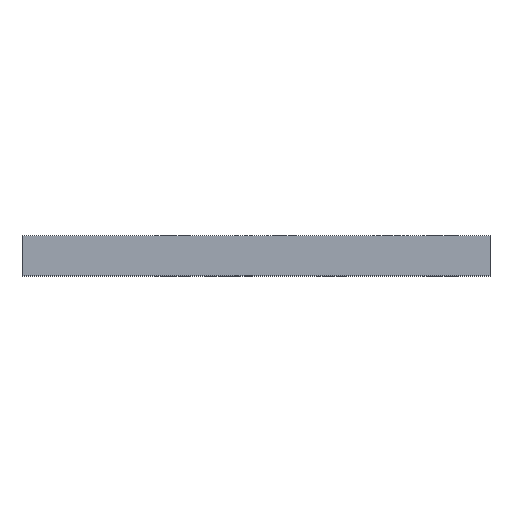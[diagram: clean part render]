
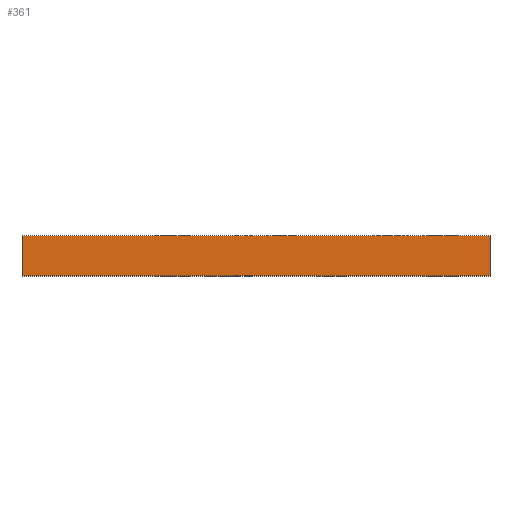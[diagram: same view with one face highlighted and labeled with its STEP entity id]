
A CAD part, top view. The second image highlights one B-rep face of the part: STEP entity #361.
In plain terms, the highlighted planar face has unit normal (0, 0, 1).
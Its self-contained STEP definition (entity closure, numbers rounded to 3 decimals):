
#6 = VECTOR ( 'NONE', #747, 1000. ) ;
#24 = LINE ( 'NONE', #274, #615 ) ;
#36 = CARTESIAN_POINT ( 'NONE',  ( -70., -12., 45. ) ) ;
#38 = VERTEX_POINT ( 'NONE', #168 ) ;
#47 = CARTESIAN_POINT ( 'NONE',  ( 70., -12., 45. ) ) ;
#69 = ORIENTED_EDGE ( 'NONE', *, *, #321, .T. ) ;
#111 = CARTESIAN_POINT ( 'NONE',  ( -70., -12., 45. ) ) ;
#120 = VECTOR ( 'NONE', #190, 1000. ) ;
#168 = CARTESIAN_POINT ( 'NONE',  ( 70., -12., 45. ) ) ;
#173 = EDGE_CURVE ( 'NONE', #1100, #998, #24, .T. ) ;
#190 = DIRECTION ( 'NONE',  ( 1., 0., 0. ) ) ;
#205 = CARTESIAN_POINT ( 'NONE',  ( -70., -12., 45. ) ) ;
#258 = CARTESIAN_POINT ( 'NONE',  ( -70., 0., 45. ) ) ;
#274 = CARTESIAN_POINT ( 'NONE',  ( -70., 0., 45. ) ) ;
#279 = VECTOR ( 'NONE', #646, 1000. ) ;
#292 = DIRECTION ( 'NONE',  ( 0., 0., 1. ) ) ;
#321 = EDGE_CURVE ( 'NONE', #38, #998, #802, .T. ) ;
#340 = CARTESIAN_POINT ( 'NONE',  ( 70., 0., 45. ) ) ;
#361 = ADVANCED_FACE ( 'NONE', ( #1001 ), #380, .T. ) ;
#369 = AXIS2_PLACEMENT_3D ( 'NONE', #36, #292, #903 ) ;
#374 = EDGE_CURVE ( 'NONE', #837, #1100, #895, .T. ) ;
#380 = PLANE ( 'NONE',  #369 ) ;
#400 = ORIENTED_EDGE ( 'NONE', *, *, #173, .F. ) ;
#512 = ORIENTED_EDGE ( 'NONE', *, *, #788, .T. ) ;
#550 = ORIENTED_EDGE ( 'NONE', *, *, #374, .F. ) ;
#615 = VECTOR ( 'NONE', #713, 1000. ) ;
#646 = DIRECTION ( 'NONE',  ( 0., 1., 0. ) ) ;
#671 = CARTESIAN_POINT ( 'NONE',  ( -70., -12., 45. ) ) ;
#713 = DIRECTION ( 'NONE',  ( 1., 0., 0. ) ) ;
#723 = LINE ( 'NONE', #111, #120 ) ;
#747 = DIRECTION ( 'NONE',  ( 0., 1., 0. ) ) ;
#762 = EDGE_LOOP ( 'NONE', ( #400, #550, #512, #69 ) ) ;
#788 = EDGE_CURVE ( 'NONE', #837, #38, #723, .T. ) ;
#802 = LINE ( 'NONE', #47, #279 ) ;
#837 = VERTEX_POINT ( 'NONE', #671 ) ;
#895 = LINE ( 'NONE', #205, #6 ) ;
#903 = DIRECTION ( 'NONE',  ( 1., 0., 0. ) ) ;
#998 = VERTEX_POINT ( 'NONE', #340 ) ;
#1001 = FACE_OUTER_BOUND ( 'NONE', #762, .T. ) ;
#1100 = VERTEX_POINT ( 'NONE', #258 ) ;
